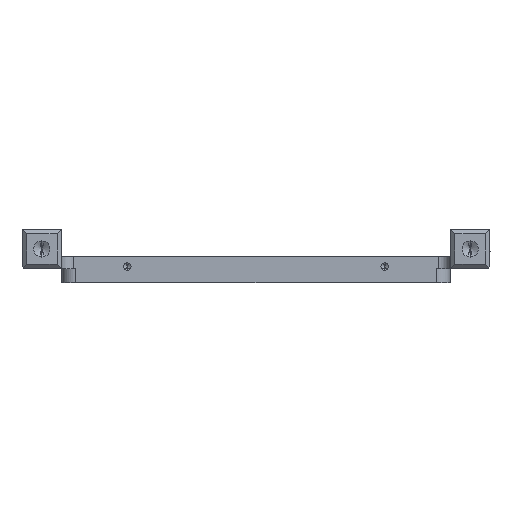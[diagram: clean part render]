
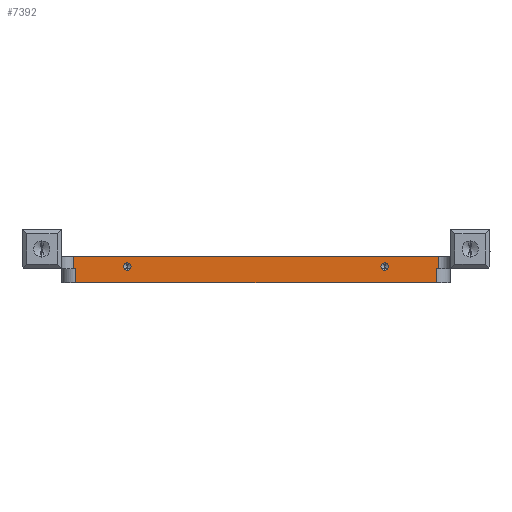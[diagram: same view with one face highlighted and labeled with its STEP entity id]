
A CAD part, front view. The second image highlights one B-rep face of the part: STEP entity #7392.
In plain terms, the highlighted planar face has unit normal (0, -1, 0).
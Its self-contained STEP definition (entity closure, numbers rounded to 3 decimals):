
#157 = LINE ( 'NONE', #15916, #20362 ) ;
#1150 = LINE ( 'NONE', #25122, #8726 ) ;
#1860 = ORIENTED_EDGE ( 'NONE', *, *, #3343, .T. ) ;
#2313 = EDGE_LOOP ( 'NONE', ( #14872, #31363 ) ) ;
#2348 = EDGE_CURVE ( 'NONE', #31545, #12775, #22191, .T. ) ;
#3343 = EDGE_CURVE ( 'NONE', #3668, #26653, #16475, .T. ) ;
#3400 = EDGE_CURVE ( 'NONE', #3668, #37289, #31171, .T. ) ;
#3475 = LINE ( 'NONE', #31544, #22273 ) ;
#3528 = DIRECTION ( 'NONE',  ( 0., 0., -1. ) ) ;
#3576 = CARTESIAN_POINT ( 'NONE',  ( 38.5, -107., -3. ) ) ;
#3668 = VERTEX_POINT ( 'NONE', #35138 ) ;
#4104 = CARTESIAN_POINT ( 'NONE',  ( -27.5, -107., 0.5 ) ) ;
#5310 = DIRECTION ( 'NONE',  ( 0., -1., 0. ) ) ;
#5390 = VERTEX_POINT ( 'NONE', #9195 ) ;
#5628 = CIRCLE ( 'NONE', #34982, 0.8 ) ;
#6008 = FACE_BOUND ( 'NONE', #2313, .T. ) ;
#7035 = ORIENTED_EDGE ( 'NONE', *, *, #38984, .F. ) ;
#7392 = ADVANCED_FACE ( 'NONE', ( #6008, #23893, #19142 ), #10224, .T. ) ;
#8487 = CARTESIAN_POINT ( 'NONE',  ( -27.5, -107., 1.3 ) ) ;
#8726 = VECTOR ( 'NONE', #9896, 1000. ) ;
#9195 = CARTESIAN_POINT ( 'NONE',  ( -27.5, -107., -0.3 ) ) ;
#9240 = VERTEX_POINT ( 'NONE', #8487 ) ;
#9403 = EDGE_CURVE ( 'NONE', #26280, #28504, #28073, .T. ) ;
#9896 = DIRECTION ( 'NONE',  ( 0., 0., 1. ) ) ;
#10224 = PLANE ( 'NONE',  #16747 ) ;
#10856 = VECTOR ( 'NONE', #22942, 1000. ) ;
#10953 = CARTESIAN_POINT ( 'NONE',  ( 27.5, -107., -0.3 ) ) ;
#12099 = CARTESIAN_POINT ( 'NONE',  ( 27.5, -107., 0.5 ) ) ;
#12237 = DIRECTION ( 'NONE',  ( 0., -1., 0. ) ) ;
#12341 = CARTESIAN_POINT ( 'NONE',  ( -27.5, -107., 0.5 ) ) ;
#12490 = LINE ( 'NONE', #27424, #18089 ) ;
#12495 = VERTEX_POINT ( 'NONE', #17959 ) ;
#12775 = VERTEX_POINT ( 'NONE', #38094 ) ;
#13158 = ORIENTED_EDGE ( 'NONE', *, *, #16484, .T. ) ;
#13369 = DIRECTION ( 'NONE',  ( 0., 0., -1. ) ) ;
#14872 = ORIENTED_EDGE ( 'NONE', *, *, #28047, .F. ) ;
#15142 = VERTEX_POINT ( 'NONE', #3576 ) ;
#15148 = VECTOR ( 'NONE', #16708, 1000. ) ;
#15187 = CIRCLE ( 'NONE', #22352, 0.8 ) ;
#15916 = CARTESIAN_POINT ( 'NONE',  ( 38.5, -107., -3. ) ) ;
#16297 = DIRECTION ( 'NONE',  ( -1., 0., 0. ) ) ;
#16381 = ORIENTED_EDGE ( 'NONE', *, *, #3400, .F. ) ;
#16475 = LINE ( 'NONE', #34651, #19740 ) ;
#16484 = EDGE_CURVE ( 'NONE', #25747, #12775, #24562, .T. ) ;
#16519 = DIRECTION ( 'NONE',  ( 0., 0., -1. ) ) ;
#16708 = DIRECTION ( 'NONE',  ( 0., 0., -1. ) ) ;
#16747 = AXIS2_PLACEMENT_3D ( 'NONE', #37026, #22012, #31315 ) ;
#16883 = DIRECTION ( 'NONE',  ( 0., 0., 1. ) ) ;
#17364 = CARTESIAN_POINT ( 'NONE',  ( 27.5, -107., 0.5 ) ) ;
#17466 = CARTESIAN_POINT ( 'NONE',  ( 27.5, -107., 1.3 ) ) ;
#17959 = CARTESIAN_POINT ( 'NONE',  ( -38.5, -107., -3. ) ) ;
#17985 = CIRCLE ( 'NONE', #19845, 0.8 ) ;
#18089 = VECTOR ( 'NONE', #18372, 1000. ) ;
#18372 = DIRECTION ( 'NONE',  ( -1., 0., 0. ) ) ;
#18913 = CARTESIAN_POINT ( 'NONE',  ( -38.5, -107., 0. ) ) ;
#19142 = FACE_OUTER_BOUND ( 'NONE', #20397, .T. ) ;
#19399 = DIRECTION ( 'NONE',  ( 0., -1., 0. ) ) ;
#19740 = VECTOR ( 'NONE', #16883, 1000. ) ;
#19845 = AXIS2_PLACEMENT_3D ( 'NONE', #4104, #19399, #16519 ) ;
#19856 = ORIENTED_EDGE ( 'NONE', *, *, #2348, .F. ) ;
#20362 = VECTOR ( 'NONE', #28237, 1000. ) ;
#20397 = EDGE_LOOP ( 'NONE', ( #26700, #13158, #19856, #31964, #38363, #36849, #16381, #1860 ) ) ;
#21492 = DIRECTION ( 'NONE',  ( 0., -1., 0. ) ) ;
#22012 = DIRECTION ( 'NONE',  ( 0., -1., 0. ) ) ;
#22191 = LINE ( 'NONE', #31701, #38315 ) ;
#22273 = VECTOR ( 'NONE', #16297, 1000. ) ;
#22352 = AXIS2_PLACEMENT_3D ( 'NONE', #17364, #5310, #38808 ) ;
#22789 = EDGE_LOOP ( 'NONE', ( #7035, #31385 ) ) ;
#22942 = DIRECTION ( 'NONE',  ( -1., 0., 0. ) ) ;
#23166 = CARTESIAN_POINT ( 'NONE',  ( -39., -107., 0. ) ) ;
#23222 = CARTESIAN_POINT ( 'NONE',  ( 39., -107., 2.6 ) ) ;
#23312 = CARTESIAN_POINT ( 'NONE',  ( -39., -107., 2.6 ) ) ;
#23893 = FACE_BOUND ( 'NONE', #22789, .T. ) ;
#24562 = LINE ( 'NONE', #23166, #15148 ) ;
#25122 = CARTESIAN_POINT ( 'NONE',  ( -38.5, -107., -3. ) ) ;
#25747 = VERTEX_POINT ( 'NONE', #23312 ) ;
#26280 = VERTEX_POINT ( 'NONE', #17466 ) ;
#26448 = AXIS2_PLACEMENT_3D ( 'NONE', #12099, #12237, #13369 ) ;
#26570 = EDGE_CURVE ( 'NONE', #12495, #31545, #1150, .T. ) ;
#26653 = VERTEX_POINT ( 'NONE', #23222 ) ;
#26700 = ORIENTED_EDGE ( 'NONE', *, *, #27459, .T. ) ;
#27424 = CARTESIAN_POINT ( 'NONE',  ( 0., -107., -3. ) ) ;
#27459 = EDGE_CURVE ( 'NONE', #26653, #25747, #3475, .T. ) ;
#27500 = EDGE_CURVE ( 'NONE', #15142, #37289, #157, .T. ) ;
#28047 = EDGE_CURVE ( 'NONE', #5390, #9240, #17985, .T. ) ;
#28073 = CIRCLE ( 'NONE', #26448, 0.8 ) ;
#28237 = DIRECTION ( 'NONE',  ( 0., 0., 1. ) ) ;
#28504 = VERTEX_POINT ( 'NONE', #10953 ) ;
#28905 = DIRECTION ( 'NONE',  ( -1., 0., 0. ) ) ;
#31171 = LINE ( 'NONE', #31989, #10856 ) ;
#31315 = DIRECTION ( 'NONE',  ( 1., 0., 0. ) ) ;
#31363 = ORIENTED_EDGE ( 'NONE', *, *, #34202, .F. ) ;
#31385 = ORIENTED_EDGE ( 'NONE', *, *, #9403, .F. ) ;
#31544 = CARTESIAN_POINT ( 'NONE',  ( 0., -107., 2.6 ) ) ;
#31545 = VERTEX_POINT ( 'NONE', #18913 ) ;
#31701 = CARTESIAN_POINT ( 'NONE',  ( 0., -107., 0. ) ) ;
#31964 = ORIENTED_EDGE ( 'NONE', *, *, #26570, .F. ) ;
#31989 = CARTESIAN_POINT ( 'NONE',  ( 0., -107., 0. ) ) ;
#34202 = EDGE_CURVE ( 'NONE', #9240, #5390, #5628, .T. ) ;
#34651 = CARTESIAN_POINT ( 'NONE',  ( 39., -107., 2.6 ) ) ;
#34947 = CARTESIAN_POINT ( 'NONE',  ( 38.5, -107., 0. ) ) ;
#34982 = AXIS2_PLACEMENT_3D ( 'NONE', #12341, #21492, #3528 ) ;
#35138 = CARTESIAN_POINT ( 'NONE',  ( 39., -107., 0. ) ) ;
#36849 = ORIENTED_EDGE ( 'NONE', *, *, #27500, .T. ) ;
#37026 = CARTESIAN_POINT ( 'NONE',  ( 0., -107., 2.6 ) ) ;
#37203 = EDGE_CURVE ( 'NONE', #15142, #12495, #12490, .T. ) ;
#37289 = VERTEX_POINT ( 'NONE', #34947 ) ;
#38094 = CARTESIAN_POINT ( 'NONE',  ( -39., -107., 0. ) ) ;
#38315 = VECTOR ( 'NONE', #28905, 1000. ) ;
#38363 = ORIENTED_EDGE ( 'NONE', *, *, #37203, .F. ) ;
#38808 = DIRECTION ( 'NONE',  ( 0., 0., -1. ) ) ;
#38984 = EDGE_CURVE ( 'NONE', #28504, #26280, #15187, .T. ) ;
